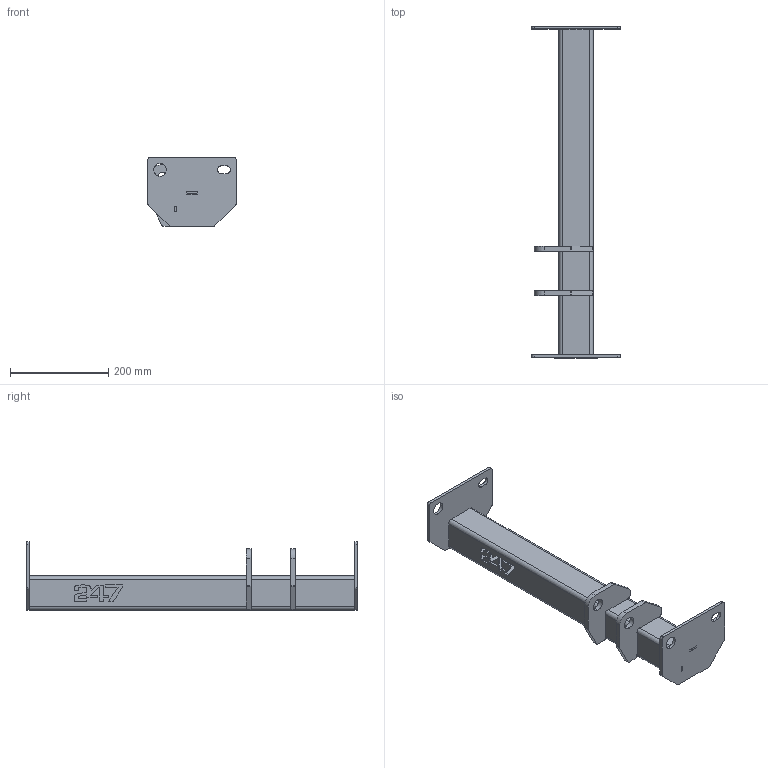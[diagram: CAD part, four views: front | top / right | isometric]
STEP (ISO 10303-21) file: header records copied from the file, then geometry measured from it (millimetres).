
FILE_DESCRIPTION (( 'STEP AP214' ), '1' );
FILE_NAME ('demo1.STEP', '2015-07-07T08:55:46', ( '247Tailorsteel BV' ), ( '247Tailorsteel BV' ), 'SwSTEP 2.0', 'SolidWorks 2015', '' );
FILE_SCHEMA (( 'AUTOMOTIVE_DESIGN' ));
Length unit declared in the file: millimetre
Products named in the file (4): demo1; 247TS-18012-Cylinder-mount; 247TS-18015-Horizontal-tube; 247TS-18010-Side-plate
Assembly tree (5 placements, depth 2):
  demo1
    247TS-18010-Side-plate  x2
    247TS-18015-Horizontal-tube
    247TS-18012-Cylinder-mount  x2
Bounding box: 180 x 675 x 140 mm (x, y, z)
Volume: 1094898.1 mm3; surface area: 479498.4 mm2
Topology: 5 solids, 5 shells, 204 faces, 588 edges, 392 vertices
Faces by surface type: plane 142, cylinder 46, bspline 16
Entity records: 5197 total; most frequent: CARTESIAN_POINT 1090, ORIENTED_EDGE 870, DIRECTION 739, EDGE_CURVE 435, VECTOR 349, LINE 349, VERTEX_POINT 290, AXIS2_PLACEMENT_3D 195
